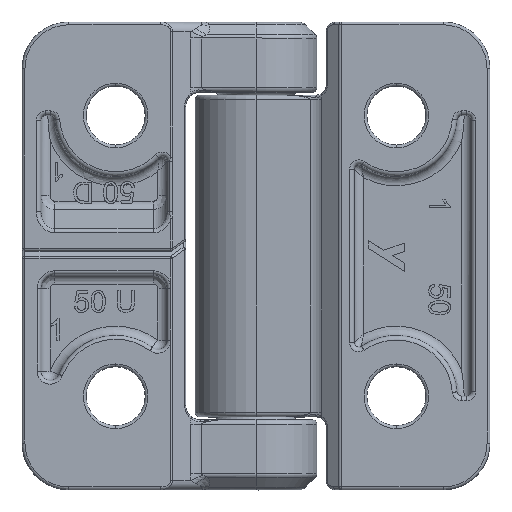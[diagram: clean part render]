
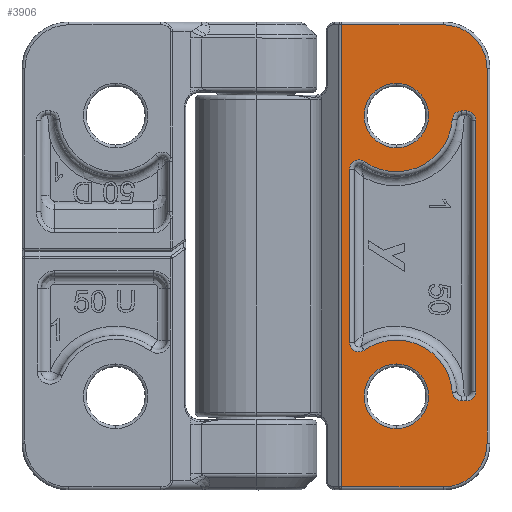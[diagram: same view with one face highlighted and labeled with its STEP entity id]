
A CAD part, top view. The second image highlights one B-rep face of the part: STEP entity #3906.
In plain terms, the highlighted planar face has unit normal (0, 0, 1).
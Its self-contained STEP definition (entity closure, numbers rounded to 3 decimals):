
#60=CARTESIAN_POINT('',(11.,9.255,8.5));
#61=DIRECTION('',(0.,0.,-1.));
#62=DIRECTION('',(-1.,0.,0.));
#63=AXIS2_PLACEMENT_3D('',#60,#61,#62);
#65=DIRECTION('',(0.,1.,0.));
#66=VECTOR('',#65,18.511);
#67=CARTESIAN_POINT('',(10.,-9.255,8.5));
#68=LINE('',#67,#66);
#69=CARTESIAN_POINT('',(11.,-9.255,8.5));
#70=DIRECTION('',(0.,0.,-1.));
#71=DIRECTION('',(0.571,-0.821,0.));
#72=AXIS2_PLACEMENT_3D('',#69,#70,#71);
#74=CARTESIAN_POINT('',(15.,-15.,8.5));
#75=DIRECTION('',(0.,0.,1.));
#76=DIRECTION('',(0.997,0.071,0.));
#77=AXIS2_PLACEMENT_3D('',#74,#75,#76);
#79=CARTESIAN_POINT('',(21.982,-14.5,8.5));
#80=DIRECTION('',(0.,0.,-1.));
#81=DIRECTION('',(0.,-1.,0.));
#82=AXIS2_PLACEMENT_3D('',#79,#80,#81);
#84=DIRECTION('',(-1.,0.,0.));
#85=VECTOR('',#84,0.518);
#86=CARTESIAN_POINT('',(22.5,-15.5,8.5));
#87=LINE('',#86,#85);
#88=CARTESIAN_POINT('',(22.5,-14.5,8.5));
#89=DIRECTION('',(0.,0.,-1.));
#90=DIRECTION('',(1.,0.,0.));
#91=AXIS2_PLACEMENT_3D('',#88,#89,#90);
#93=DIRECTION('',(0.,-1.,0.));
#94=VECTOR('',#93,29.);
#95=CARTESIAN_POINT('',(23.5,14.5,8.5));
#96=LINE('',#95,#94);
#97=CARTESIAN_POINT('',(22.5,14.5,8.5));
#98=DIRECTION('',(0.,0.,-1.));
#99=DIRECTION('',(0.,1.,0.));
#100=AXIS2_PLACEMENT_3D('',#97,#98,#99);
#102=DIRECTION('',(1.,0.,0.));
#103=VECTOR('',#102,0.518);
#104=CARTESIAN_POINT('',(21.982,15.5,8.5));
#105=LINE('',#104,#103);
#106=CARTESIAN_POINT('',(21.982,14.5,8.5));
#107=DIRECTION('',(0.,0.,-1.));
#108=DIRECTION('',(-0.997,0.071,0.));
#109=AXIS2_PLACEMENT_3D('',#106,#107,#108);
#111=CARTESIAN_POINT('',(15.,15.,8.5));
#112=DIRECTION('',(0.,0.,1.));
#113=DIRECTION('',(-0.571,-0.821,0.));
#114=AXIS2_PLACEMENT_3D('',#111,#112,#113);
#116=CARTESIAN_POINT('',(15.,15.,8.5));
#117=DIRECTION('',(0.,0.,-1.));
#118=DIRECTION('',(0.,1.,0.));
#119=AXIS2_PLACEMENT_3D('',#116,#117,#118);
#121=CARTESIAN_POINT('',(15.,15.,8.5));
#122=DIRECTION('',(0.,0.,-1.));
#123=DIRECTION('',(0.,-1.,0.));
#124=AXIS2_PLACEMENT_3D('',#121,#122,#123);
#126=CARTESIAN_POINT('',(15.,-15.,8.5));
#127=DIRECTION('',(0.,0.,-1.));
#128=DIRECTION('',(0.,1.,0.));
#129=AXIS2_PLACEMENT_3D('',#126,#127,#128);
#131=CARTESIAN_POINT('',(15.,-15.,8.5));
#132=DIRECTION('',(0.,0.,-1.));
#133=DIRECTION('',(0.,-1.,0.));
#134=AXIS2_PLACEMENT_3D('',#131,#132,#133);
#136=DIRECTION('',(-1.,0.,0.));
#137=VECTOR('',#136,10.825);
#138=CARTESIAN_POINT('',(20.,24.7,8.5));
#139=LINE('',#138,#137);
#140=CARTESIAN_POINT('',(20.,20.,8.5));
#141=DIRECTION('',(0.,0.,1.));
#142=DIRECTION('',(1.,0.,0.));
#143=AXIS2_PLACEMENT_3D('',#140,#141,#142);
#145=DIRECTION('',(0.,1.,0.));
#146=VECTOR('',#145,40.);
#147=CARTESIAN_POINT('',(24.7,-20.,8.5));
#148=LINE('',#147,#146);
#149=CARTESIAN_POINT('',(20.,-20.,8.5));
#150=DIRECTION('',(0.,0.,1.));
#151=DIRECTION('',(0.,-1.,0.));
#152=AXIS2_PLACEMENT_3D('',#149,#150,#151);
#154=DIRECTION('',(1.,0.,0.));
#155=VECTOR('',#154,10.825);
#156=CARTESIAN_POINT('',(9.175,-24.7,8.5));
#157=LINE('',#156,#155);
#158=DIRECTION('',(0.,-1.,0.));
#159=VECTOR('',#158,49.4);
#160=CARTESIAN_POINT('',(9.175,24.7,8.5));
#161=LINE('',#160,#159);
#3350=CARTESIAN_POINT('',(10.,9.255,8.5));
#3351=CARTESIAN_POINT('',(11.571,10.076,8.5));
#3352=VERTEX_POINT('',#3350);
#3353=VERTEX_POINT('',#3351);
#3358=CARTESIAN_POINT('',(20.985,14.571,8.5));
#3359=VERTEX_POINT('',#3358);
#3362=CARTESIAN_POINT('',(21.982,15.5,8.5));
#3363=VERTEX_POINT('',#3362);
#3366=CARTESIAN_POINT('',(22.5,15.5,8.5));
#3367=VERTEX_POINT('',#3366);
#3370=CARTESIAN_POINT('',(23.5,14.5,8.5));
#3371=VERTEX_POINT('',#3370);
#3374=CARTESIAN_POINT('',(23.5,-14.5,8.5));
#3375=VERTEX_POINT('',#3374);
#3378=CARTESIAN_POINT('',(22.5,-15.5,8.5));
#3379=VERTEX_POINT('',#3378);
#3382=CARTESIAN_POINT('',(21.982,-15.5,8.5));
#3383=VERTEX_POINT('',#3382);
#3386=CARTESIAN_POINT('',(20.985,-14.571,8.5));
#3387=VERTEX_POINT('',#3386);
#3390=CARTESIAN_POINT('',(11.571,-10.076,8.5));
#3391=VERTEX_POINT('',#3390);
#3394=CARTESIAN_POINT('',(10.,-9.255,8.5));
#3395=VERTEX_POINT('',#3394);
#3629=CARTESIAN_POINT('',(15.,18.45,8.5));
#3630=CARTESIAN_POINT('',(15.,11.55,8.5));
#3631=VERTEX_POINT('',#3629);
#3632=VERTEX_POINT('',#3630);
#3637=CARTESIAN_POINT('',(15.,-11.55,8.5));
#3638=CARTESIAN_POINT('',(15.,-18.45,8.5));
#3639=VERTEX_POINT('',#3637);
#3640=VERTEX_POINT('',#3638);
#3730=CARTESIAN_POINT('',(9.175,24.7,8.5));
#3731=VERTEX_POINT('',#3730);
#3734=CARTESIAN_POINT('',(20.,24.7,8.5));
#3735=VERTEX_POINT('',#3734);
#3738=CARTESIAN_POINT('',(24.7,20.,8.5));
#3739=VERTEX_POINT('',#3738);
#3742=CARTESIAN_POINT('',(24.7,-20.,8.5));
#3743=VERTEX_POINT('',#3742);
#3746=CARTESIAN_POINT('',(20.,-24.7,8.5));
#3747=VERTEX_POINT('',#3746);
#3750=CARTESIAN_POINT('',(9.175,-24.7,8.5));
#3751=VERTEX_POINT('',#3750);
#3850=CARTESIAN_POINT('',(6.5,-25.,8.5));
#3851=DIRECTION('',(0.,0.,1.));
#3852=DIRECTION('',(1.,0.,0.));
#3853=AXIS2_PLACEMENT_3D('',#3850,#3851,#3852);
#3854=PLANE('',#3853);
#3856=ORIENTED_EDGE('',*,*,#3855,.F.);
#3858=ORIENTED_EDGE('',*,*,#3857,.F.);
#3860=ORIENTED_EDGE('',*,*,#3859,.F.);
#3862=ORIENTED_EDGE('',*,*,#3861,.F.);
#3863=ORIENTED_EDGE('',*,*,#3840,.F.);
#3865=ORIENTED_EDGE('',*,*,#3864,.F.);
#3866=EDGE_LOOP('',(#3856,#3858,#3860,#3862,#3863,#3865));
#3867=FACE_OUTER_BOUND('',#3866,.F.);
#3869=ORIENTED_EDGE('',*,*,#3868,.F.);
#3871=ORIENTED_EDGE('',*,*,#3870,.F.);
#3873=ORIENTED_EDGE('',*,*,#3872,.F.);
#3875=ORIENTED_EDGE('',*,*,#3874,.F.);
#3877=ORIENTED_EDGE('',*,*,#3876,.F.);
#3879=ORIENTED_EDGE('',*,*,#3878,.F.);
#3881=ORIENTED_EDGE('',*,*,#3880,.F.);
#3883=ORIENTED_EDGE('',*,*,#3882,.F.);
#3885=ORIENTED_EDGE('',*,*,#3884,.F.);
#3887=ORIENTED_EDGE('',*,*,#3886,.F.);
#3889=ORIENTED_EDGE('',*,*,#3888,.F.);
#3891=ORIENTED_EDGE('',*,*,#3890,.F.);
#3892=EDGE_LOOP('',(#3869,#3871,#3873,#3875,#3877,#3879,#3881,#3883,#3885,#3887,
#3889,#3891));
#3893=FACE_BOUND('',#3892,.F.);
#3895=ORIENTED_EDGE('',*,*,#3894,.F.);
#3897=ORIENTED_EDGE('',*,*,#3896,.F.);
#3898=EDGE_LOOP('',(#3895,#3897));
#3899=FACE_BOUND('',#3898,.F.);
#3901=ORIENTED_EDGE('',*,*,#3900,.F.);
#3903=ORIENTED_EDGE('',*,*,#3902,.F.);
#3904=EDGE_LOOP('',(#3901,#3903));
#3905=FACE_BOUND('',#3904,.F.);
#3906=ADVANCED_FACE('',(#3867,#3893,#3899,#3905),#3854,.T.);
#64=CIRCLE('',#63,1.);
#73=CIRCLE('',#72,1.);
#78=CIRCLE('',#77,6.);
#83=CIRCLE('',#82,1.);
#92=CIRCLE('',#91,1.);
#101=CIRCLE('',#100,1.);
#110=CIRCLE('',#109,1.);
#115=CIRCLE('',#114,6.);
#120=CIRCLE('',#119,3.45);
#125=CIRCLE('',#124,3.45);
#130=CIRCLE('',#129,3.45);
#135=CIRCLE('',#134,3.45);
#144=CIRCLE('',#143,4.7);
#153=CIRCLE('',#152,4.7);
#3840=EDGE_CURVE('',#3751,#3747,#157,.T.);
#3855=EDGE_CURVE('',#3735,#3731,#139,.T.);
#3857=EDGE_CURVE('',#3739,#3735,#144,.T.);
#3859=EDGE_CURVE('',#3743,#3739,#148,.T.);
#3861=EDGE_CURVE('',#3747,#3743,#153,.T.);
#3864=EDGE_CURVE('',#3731,#3751,#161,.T.);
#3868=EDGE_CURVE('',#3352,#3353,#64,.T.);
#3870=EDGE_CURVE('',#3395,#3352,#68,.T.);
#3872=EDGE_CURVE('',#3391,#3395,#73,.T.);
#3874=EDGE_CURVE('',#3387,#3391,#78,.T.);
#3876=EDGE_CURVE('',#3383,#3387,#83,.T.);
#3878=EDGE_CURVE('',#3379,#3383,#87,.T.);
#3880=EDGE_CURVE('',#3375,#3379,#92,.T.);
#3882=EDGE_CURVE('',#3371,#3375,#96,.T.);
#3884=EDGE_CURVE('',#3367,#3371,#101,.T.);
#3886=EDGE_CURVE('',#3363,#3367,#105,.T.);
#3888=EDGE_CURVE('',#3359,#3363,#110,.T.);
#3890=EDGE_CURVE('',#3353,#3359,#115,.T.);
#3894=EDGE_CURVE('',#3631,#3632,#120,.T.);
#3896=EDGE_CURVE('',#3632,#3631,#125,.T.);
#3900=EDGE_CURVE('',#3639,#3640,#130,.T.);
#3902=EDGE_CURVE('',#3640,#3639,#135,.T.);
